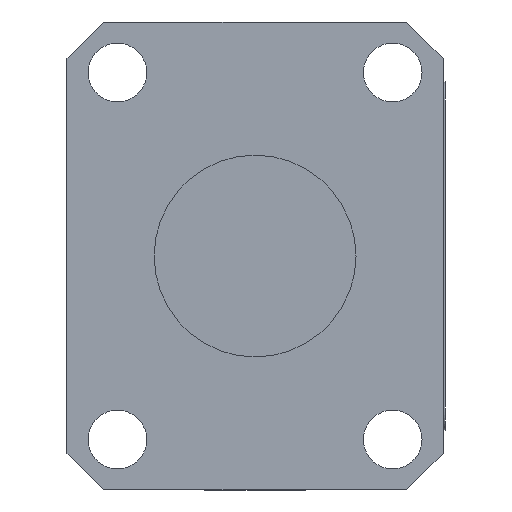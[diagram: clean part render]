
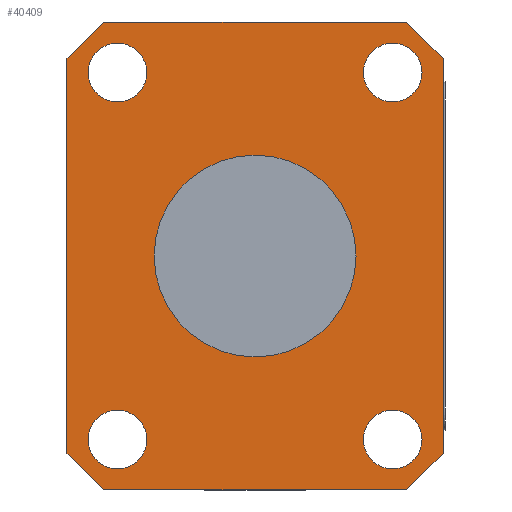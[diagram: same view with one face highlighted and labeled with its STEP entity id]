
A CAD part, front view. The second image highlights one B-rep face of the part: STEP entity #40409.
In plain terms, the highlighted planar face has unit normal (0, -1, 0).
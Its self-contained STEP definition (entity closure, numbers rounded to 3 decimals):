
#334=FACE_BOUND('',#5143,.T.);
#335=FACE_BOUND('',#5144,.T.);
#336=FACE_BOUND('',#5145,.T.);
#337=FACE_BOUND('',#5146,.T.);
#338=FACE_BOUND('',#5147,.T.);
#1186=CIRCLE('',#42853,5.5);
#1195=CIRCLE('',#42871,1.6);
#1197=CIRCLE('',#42874,1.6);
#1199=CIRCLE('',#42877,1.6);
#1201=CIRCLE('',#42880,1.6);
#2846=FACE_OUTER_BOUND('',#5142,.T.);
#5142=EDGE_LOOP('',(#32596,#32597,#32598,#32599,#32600,#32601,#32602,#32603));
#5143=EDGE_LOOP('',(#32604));
#5144=EDGE_LOOP('',(#32605));
#5145=EDGE_LOOP('',(#32606));
#5146=EDGE_LOOP('',(#32607));
#5147=EDGE_LOOP('',(#32608));
#9329=LINE('',#62434,#14125);
#9331=LINE('',#62438,#14127);
#9332=LINE('',#62440,#14128);
#9333=LINE('',#62442,#14129);
#9334=LINE('',#62444,#14130);
#9335=LINE('',#62446,#14131);
#9336=LINE('',#62448,#14132);
#9337=LINE('',#62449,#14133);
#14125=VECTOR('',#51086,10.);
#14127=VECTOR('',#51090,10.);
#14128=VECTOR('',#51091,10.);
#14129=VECTOR('',#51092,10.);
#14130=VECTOR('',#51093,10.);
#14131=VECTOR('',#51094,10.);
#14132=VECTOR('',#51095,10.);
#14133=VECTOR('',#51096,10.);
#18024=VERTEX_POINT('',#62324);
#18037=VERTEX_POINT('',#62364);
#18039=VERTEX_POINT('',#62370);
#18041=VERTEX_POINT('',#62376);
#18043=VERTEX_POINT('',#62382);
#18058=VERTEX_POINT('',#62431);
#18059=VERTEX_POINT('',#62433);
#18060=VERTEX_POINT('',#62437);
#18061=VERTEX_POINT('',#62439);
#18062=VERTEX_POINT('',#62441);
#18063=VERTEX_POINT('',#62443);
#18064=VERTEX_POINT('',#62445);
#18065=VERTEX_POINT('',#62447);
#23002=EDGE_CURVE('',#18024,#18024,#1186,.T.);
#23020=EDGE_CURVE('',#18037,#18037,#1195,.T.);
#23023=EDGE_CURVE('',#18039,#18039,#1197,.T.);
#23026=EDGE_CURVE('',#18041,#18041,#1199,.T.);
#23029=EDGE_CURVE('',#18043,#18043,#1201,.T.);
#23047=EDGE_CURVE('',#18058,#18059,#9329,.T.);
#23049=EDGE_CURVE('',#18058,#18060,#9331,.T.);
#23050=EDGE_CURVE('',#18061,#18060,#9332,.T.);
#23051=EDGE_CURVE('',#18061,#18062,#9333,.T.);
#23052=EDGE_CURVE('',#18063,#18062,#9334,.T.);
#23053=EDGE_CURVE('',#18063,#18064,#9335,.T.);
#23054=EDGE_CURVE('',#18065,#18064,#9336,.T.);
#23055=EDGE_CURVE('',#18065,#18059,#9337,.T.);
#32596=ORIENTED_EDGE('',*,*,#23047,.F.);
#32597=ORIENTED_EDGE('',*,*,#23049,.T.);
#32598=ORIENTED_EDGE('',*,*,#23050,.F.);
#32599=ORIENTED_EDGE('',*,*,#23051,.T.);
#32600=ORIENTED_EDGE('',*,*,#23052,.F.);
#32601=ORIENTED_EDGE('',*,*,#23053,.T.);
#32602=ORIENTED_EDGE('',*,*,#23054,.F.);
#32603=ORIENTED_EDGE('',*,*,#23055,.T.);
#32604=ORIENTED_EDGE('',*,*,#23020,.T.);
#32605=ORIENTED_EDGE('',*,*,#23023,.T.);
#32606=ORIENTED_EDGE('',*,*,#23026,.T.);
#32607=ORIENTED_EDGE('',*,*,#23029,.T.);
#32608=ORIENTED_EDGE('',*,*,#23002,.T.);
#36543=PLANE('',#42887);
#40409=ADVANCED_FACE('',(#2846,#334,#335,#336,#337,#338),#36543,.F.);
#42853=AXIS2_PLACEMENT_3D('',#62325,#50994,#50995);
#42871=AXIS2_PLACEMENT_3D('',#62365,#51039,#51040);
#42874=AXIS2_PLACEMENT_3D('',#62371,#51046,#51047);
#42877=AXIS2_PLACEMENT_3D('',#62377,#51053,#51054);
#42880=AXIS2_PLACEMENT_3D('',#62383,#51060,#51061);
#42887=AXIS2_PLACEMENT_3D('',#62436,#51088,#51089);
#50994=DIRECTION('center_axis',(0.,1.,0.));
#50995=DIRECTION('ref_axis',(0.,0.,
-1.));
#51039=DIRECTION('center_axis',(0.,1.,0.));
#51040=DIRECTION('ref_axis',(1.,0.,0.));
#51046=DIRECTION('center_axis',(0.,1.,0.));
#51047=DIRECTION('ref_axis',(1.,0.,0.));
#51053=DIRECTION('center_axis',(0.,1.,0.));
#51054=DIRECTION('ref_axis',(1.,0.,0.));
#51060=DIRECTION('center_axis',(0.,1.,0.));
#51061=DIRECTION('ref_axis',(1.,0.,0.));
#51086=DIRECTION('',(0.707,0.,-0.707));
#51088=DIRECTION('center_axis',(0.,1.,0.));
#51089=DIRECTION('ref_axis',(1.,0.,0.));
#51090=DIRECTION('',(-1.,0.,0.));
#51091=DIRECTION('',(0.707,0.,0.707));
#51092=DIRECTION('',(0.,0.,-1.));
#51093=DIRECTION('',(-0.707,0.,0.707));
#51094=DIRECTION('',(1.,0.,0.));
#51095=DIRECTION('',(-0.707,0.,-0.707));
#51096=DIRECTION('',(0.,0.,1.));
#62324=CARTESIAN_POINT('',(0.,0.,5.5));
#62325=CARTESIAN_POINT('Origin',(0.,0.,
0.));
#62364=CARTESIAN_POINT('',(5.9,0.,10.));
#62365=CARTESIAN_POINT('Origin',(7.5,0.,
10.));
#62370=CARTESIAN_POINT('',(-9.1,0.,-10.));
#62371=CARTESIAN_POINT('Origin',(-7.5,0.,
-10.));
#62376=CARTESIAN_POINT('',(5.9,0.,-10.));
#62377=CARTESIAN_POINT('Origin',(7.5,0.,
-10.));
#62382=CARTESIAN_POINT('',(-9.1,0.,10.));
#62383=CARTESIAN_POINT('Origin',(-7.5,0.,
10.));
#62431=CARTESIAN_POINT('',(8.25,0.,12.75));
#62433=CARTESIAN_POINT('',(10.25,0.,10.75));
#62434=CARTESIAN_POINT('',(9.875,0.,11.125));
#62436=CARTESIAN_POINT('Origin',(0.,0.,
0.));
#62437=CARTESIAN_POINT('',(-8.25,0.,12.75));
#62438=CARTESIAN_POINT('',(10.25,0.,12.75));
#62439=CARTESIAN_POINT('',(-10.25,0.,10.75));
#62440=CARTESIAN_POINT('',(-9.875,0.,11.125));
#62441=CARTESIAN_POINT('',(-10.25,0.,-10.75));
#62442=CARTESIAN_POINT('',(-10.25,0.,12.75));
#62443=CARTESIAN_POINT('',(-8.25,0.,-12.75));
#62444=CARTESIAN_POINT('',(-9.875,0.,-11.125));
#62445=CARTESIAN_POINT('',(8.25,0.,-12.75));
#62446=CARTESIAN_POINT('',(-10.25,0.,-12.75));
#62447=CARTESIAN_POINT('',(10.25,0.,-10.75));
#62448=CARTESIAN_POINT('',(9.875,0.,-11.125));
#62449=CARTESIAN_POINT('',(10.25,0.,-12.75));
